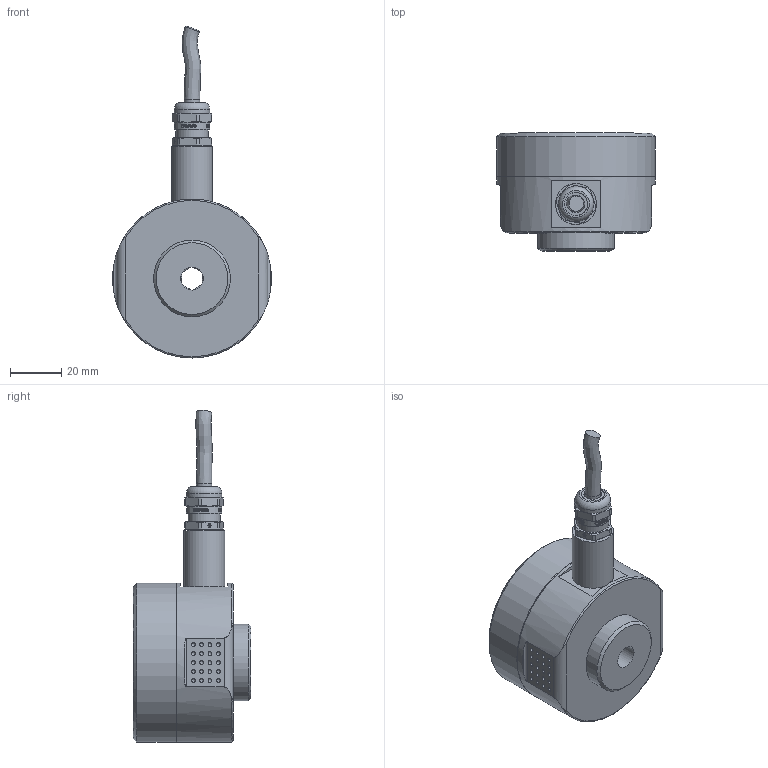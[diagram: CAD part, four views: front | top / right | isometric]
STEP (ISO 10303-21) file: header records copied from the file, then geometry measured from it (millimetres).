
FILE_DESCRIPTION (( 'STEP AP214' ), '1' );
FILE_NAME ('02.117.032.STEP', '2021-03-25T10:38:16', ( '' ), ( '' ), 'SwSTEP 2.0', 'SolidWorks 2020', '' );
FILE_SCHEMA (( 'AUTOMOTIVE_DESIGN' ));
Length unit declared in the file: millimetre
Products named in the file (1): 02.117.032
Bounding box: 62 x 46 x 129.53 mm (x, y, z)
Volume: 61568 mm3; surface area: 35259.2 mm2
Topology: 1 solids, 9 shells, 605 faces, 1663 edges, 1085 vertices
Faces by surface type: plane 391, cylinder 118, sphere 40, cone 39, torus 13, bspline 4
Full cylindrical faces by diameter (mm): 3.3 x3, 6 x1, 6.5 x1, 7 x1, 9 x2, 9.6 x1, 9.8 x1, 10.5 x2, 11.4 x2, 12 x1, 12.1 x1, 12.2 x1, 12.5 x1, 13.8 x2, 14.9 x1, 15 x3, 16 x1, 19 x1, 30 x1, 52 x1, 52.5 x1, 55 x1, 56.3 x1, 58 x1, 58.2 x2, 62 x2
Entity records: 19665 total; most frequent: CARTESIAN_POINT 5295, DIRECTION 3031, ORIENTED_EDGE 2810, EDGE_CURVE 1405, AXIS2_PLACEMENT_3D 1140, VERTEX_POINT 978, EDGE_LOOP 775, LINE 751
